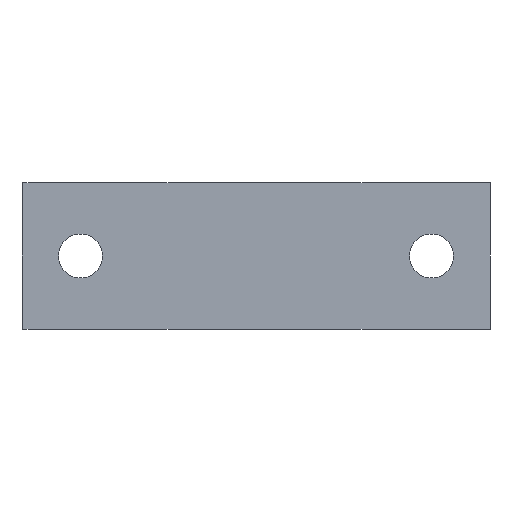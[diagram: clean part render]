
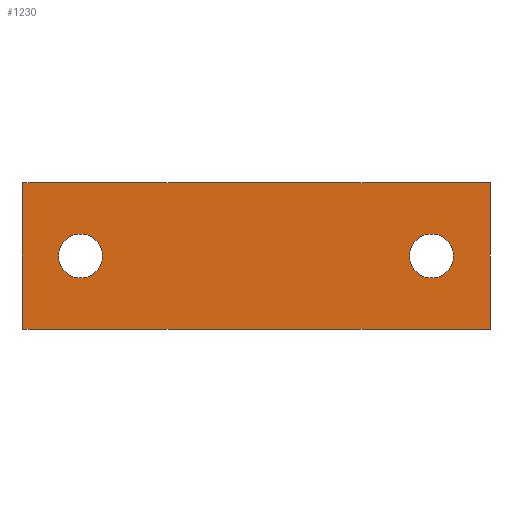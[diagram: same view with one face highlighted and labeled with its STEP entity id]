
A CAD part, front view. The second image highlights one B-rep face of the part: STEP entity #1230.
In plain terms, the highlighted planar face has unit normal (0, -1, 0).
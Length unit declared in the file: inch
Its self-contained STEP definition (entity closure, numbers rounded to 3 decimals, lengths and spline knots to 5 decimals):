
#10 = DIRECTION ( 'NONE',  ( 0., 0., 1. ) ) ;
#31 = CARTESIAN_POINT ( 'NONE',  ( -1., 0.02, -0.625 ) ) ;
#54 = CARTESIAN_POINT ( 'NONE',  ( -0.75, 0.02, -0.3125 ) ) ;
#62 = DIRECTION ( 'NONE',  ( -1., 0., 0. ) ) ;
#64 = DIRECTION ( 'NONE',  ( 0., 0., 1. ) ) ;
#76 = VERTEX_POINT ( 'NONE', #961 ) ;
#91 = CIRCLE ( 'NONE', #532, 0.094 ) ;
#104 = EDGE_LOOP ( 'NONE', ( #1048, #601, #236, #672 ) ) ;
#117 = FACE_BOUND ( 'NONE', #1610, .T. ) ;
#145 = ORIENTED_EDGE ( 'NONE', *, *, #1527, .T. ) ;
#206 = DIRECTION ( 'NONE',  ( 0., 1., 0. ) ) ;
#207 = VERTEX_POINT ( 'NONE', #1234 ) ;
#236 = ORIENTED_EDGE ( 'NONE', *, *, #710, .T. ) ;
#332 = VERTEX_POINT ( 'NONE', #1558 ) ;
#341 = DIRECTION ( 'NONE',  ( -1., 0., 0. ) ) ;
#393 = DIRECTION ( 'NONE',  ( -1., 0., 0. ) ) ;
#410 = CIRCLE ( 'NONE', #1052, 0.094 ) ;
#453 = CARTESIAN_POINT ( 'NONE',  ( 0.75, 0.02, -0.3125 ) ) ;
#465 = CARTESIAN_POINT ( 'NONE',  ( 1., 0.02, -12. ) ) ;
#467 = CARTESIAN_POINT ( 'NONE',  ( -0.844, 0.02, -0.3125 ) ) ;
#482 = LINE ( 'NONE', #1134, #538 ) ;
#483 = DIRECTION ( 'NONE',  ( 0., 0., -1. ) ) ;
#515 = VERTEX_POINT ( 'NONE', #551 ) ;
#516 = FACE_BOUND ( 'NONE', #888, .T. ) ;
#532 = AXIS2_PLACEMENT_3D ( 'NONE', #453, #206, #62 ) ;
#538 = VECTOR ( 'NONE', #483, 39.37008 ) ;
#540 = DIRECTION ( 'NONE',  ( -1., 0., 0. ) ) ;
#551 = CARTESIAN_POINT ( 'NONE',  ( -1., 0.02, 0. ) ) ;
#593 = DIRECTION ( 'NONE',  ( -1., 0., 0. ) ) ;
#601 = ORIENTED_EDGE ( 'NONE', *, *, #1631, .F. ) ;
#627 = VERTEX_POINT ( 'NONE', #31 ) ;
#632 = DIRECTION ( 'NONE',  ( -1., 0., 0. ) ) ;
#652 = CARTESIAN_POINT ( 'NONE',  ( 1., 0.02, 0. ) ) ;
#672 = ORIENTED_EDGE ( 'NONE', *, *, #1533, .T. ) ;
#710 = EDGE_CURVE ( 'NONE', #76, #998, #1089, .T. ) ;
#745 = EDGE_CURVE ( 'NONE', #1138, #1547, #1429, .T. ) ;
#780 = AXIS2_PLACEMENT_3D ( 'NONE', #54, #952, #341 ) ;
#888 = EDGE_LOOP ( 'NONE', ( #145, #1026 ) ) ;
#896 = CARTESIAN_POINT ( 'NONE',  ( -3., 0.02, -0.625 ) ) ;
#921 = EDGE_CURVE ( 'NONE', #515, #627, #482, .T. ) ;
#924 = EDGE_CURVE ( 'NONE', #1547, #1138, #987, .T. ) ;
#952 = DIRECTION ( 'NONE',  ( 0., 1., 0. ) ) ;
#960 = VECTOR ( 'NONE', #540, 39.37008 ) ;
#961 = CARTESIAN_POINT ( 'NONE',  ( 1., 0.02, -0.625 ) ) ;
#964 = AXIS2_PLACEMENT_3D ( 'NONE', #896, #1164, #10 ) ;
#987 = CIRCLE ( 'NONE', #1422, 0.094 ) ;
#998 = VERTEX_POINT ( 'NONE', #652 ) ;
#1019 = PLANE ( 'NONE',  #964 ) ;
#1023 = CARTESIAN_POINT ( 'NONE',  ( -3., 0.02, -0.625 ) ) ;
#1026 = ORIENTED_EDGE ( 'NONE', *, *, #1168, .T. ) ;
#1030 = LINE ( 'NONE', #1023, #960 ) ;
#1048 = ORIENTED_EDGE ( 'NONE', *, *, #921, .T. ) ;
#1052 = AXIS2_PLACEMENT_3D ( 'NONE', #1304, #1426, #393 ) ;
#1089 = LINE ( 'NONE', #465, #1341 ) ;
#1099 = LINE ( 'NONE', #1227, #1468 ) ;
#1134 = CARTESIAN_POINT ( 'NONE',  ( -1., 0.02, -12. ) ) ;
#1138 = VERTEX_POINT ( 'NONE', #1507 ) ;
#1164 = DIRECTION ( 'NONE',  ( 0., 1., 0. ) ) ;
#1168 = EDGE_CURVE ( 'NONE', #332, #207, #410, .T. ) ;
#1227 = CARTESIAN_POINT ( 'NONE',  ( 0.96875, 0.02, 0. ) ) ;
#1230 = ADVANCED_FACE ( 'NONE', ( #117, #516, #1554 ), #1019, .F. ) ;
#1234 = CARTESIAN_POINT ( 'NONE',  ( 0.656, 0.02, -0.3125 ) ) ;
#1304 = CARTESIAN_POINT ( 'NONE',  ( 0.75, 0.02, -0.3125 ) ) ;
#1341 = VECTOR ( 'NONE', #64, 39.37008 ) ;
#1422 = AXIS2_PLACEMENT_3D ( 'NONE', #1542, #1658, #632 ) ;
#1426 = DIRECTION ( 'NONE',  ( 0., 1., 0. ) ) ;
#1429 = CIRCLE ( 'NONE', #780, 0.094 ) ;
#1468 = VECTOR ( 'NONE', #593, 39.37008 ) ;
#1487 = ORIENTED_EDGE ( 'NONE', *, *, #924, .T. ) ;
#1507 = CARTESIAN_POINT ( 'NONE',  ( -0.656, 0.02, -0.3125 ) ) ;
#1527 = EDGE_CURVE ( 'NONE', #207, #332, #91, .T. ) ;
#1533 = EDGE_CURVE ( 'NONE', #998, #515, #1099, .T. ) ;
#1542 = CARTESIAN_POINT ( 'NONE',  ( -0.75, 0.02, -0.3125 ) ) ;
#1547 = VERTEX_POINT ( 'NONE', #467 ) ;
#1554 = FACE_OUTER_BOUND ( 'NONE', #104, .T. ) ;
#1558 = CARTESIAN_POINT ( 'NONE',  ( 0.844, 0.02, -0.3125 ) ) ;
#1588 = ORIENTED_EDGE ( 'NONE', *, *, #745, .T. ) ;
#1610 = EDGE_LOOP ( 'NONE', ( #1487, #1588 ) ) ;
#1631 = EDGE_CURVE ( 'NONE', #76, #627, #1030, .T. ) ;
#1658 = DIRECTION ( 'NONE',  ( 0., 1., 0. ) ) ;
